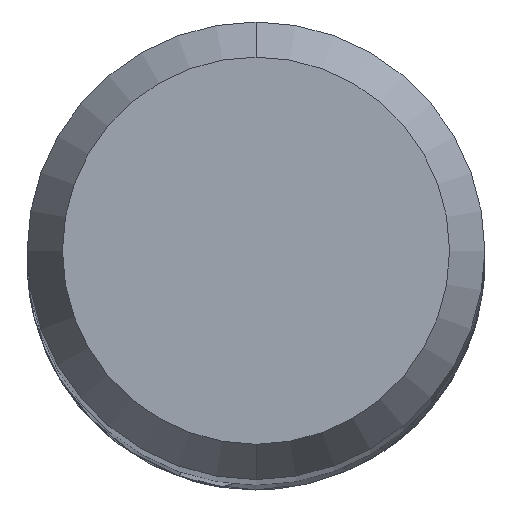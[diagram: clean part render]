
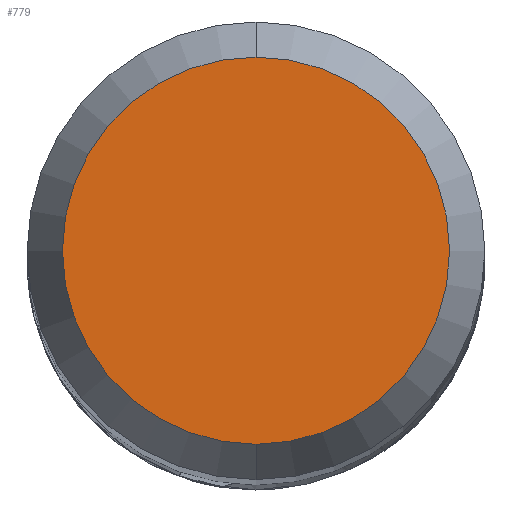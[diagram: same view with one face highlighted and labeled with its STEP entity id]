
A CAD part, top view. The second image highlights one B-rep face of the part: STEP entity #779.
In plain terms, the highlighted planar face has unit normal (0, 0, 1).
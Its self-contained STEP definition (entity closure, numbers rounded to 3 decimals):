
#655=VERTEX_POINT('',#1656);
#671=EDGE_CURVE('',#1255,#655,#1673,.T.);
#779=ADVANCED_FACE('',(#1790),#1791,.T.);
#985=EDGE_CURVE('',#655,#1255,#2008,.T.);
#1255=VERTEX_POINT('',#2305);
#1656=CARTESIAN_POINT('',(0.,-2.538,0.0));
#1673=CIRCLE('',#5216,2.538);
#1790=FACE_OUTER_BOUND('',#5723,.T.);
#1791=PLANE('',#5724);
#2008=CIRCLE('',#6966,2.538);
#2305=CARTESIAN_POINT('',(0.0,2.538,0.0));
#5216=AXIS2_PLACEMENT_3D('',#12482,#12483,#12484);
#5723=EDGE_LOOP('',(#12610,#12611));
#5724=AXIS2_PLACEMENT_3D('',#12612,#12613,#12614);
#6966=AXIS2_PLACEMENT_3D('',#12777,#12778,#12779);
#12482=CARTESIAN_POINT('',(0.0,0.0,0.0));
#12483=DIRECTION('',(0.0,0.0,-1.0));
#12484=DIRECTION('',(0.0,1.0,0.0));
#12610=ORIENTED_EDGE('',*,*,#671,.F.);
#12611=ORIENTED_EDGE('',*,*,#985,.F.);
#12612=CARTESIAN_POINT('',(0.0,1.269,0.0));
#12613=DIRECTION('',(-0.0,0.0,1.0));
#12614=DIRECTION('',(0.0,-1.0,0.0));
#12777=CARTESIAN_POINT('',(0.0,0.0,0.0));
#12778=DIRECTION('',(0.0,0.0,-1.0));
#12779=DIRECTION('',(0.0,1.0,0.0));
